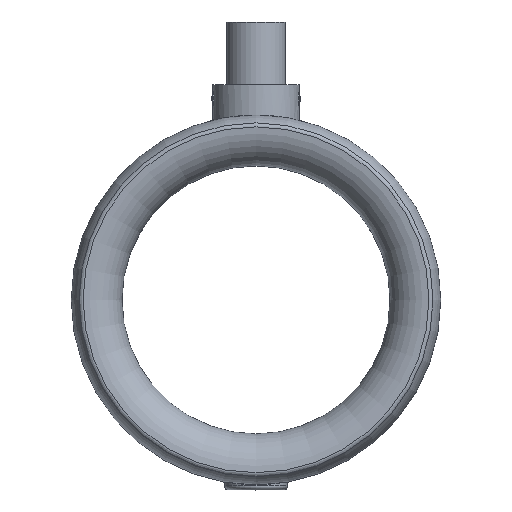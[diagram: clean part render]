
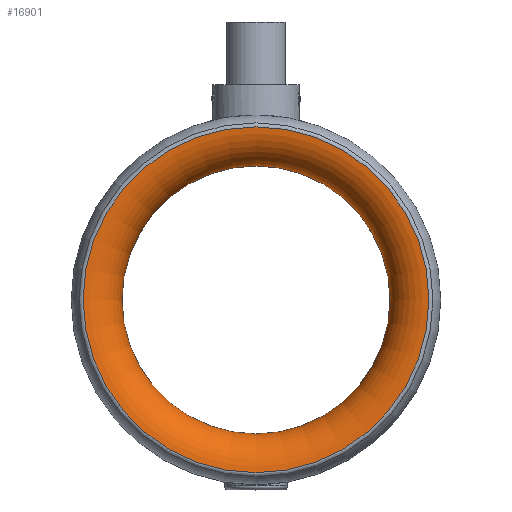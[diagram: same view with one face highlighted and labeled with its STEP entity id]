
A CAD part, top view. The second image highlights one B-rep face of the part: STEP entity #16901.
In plain terms, the highlighted toroidal (fillet/blend) face has major radius 220.5 mm and minor radius 50 mm.
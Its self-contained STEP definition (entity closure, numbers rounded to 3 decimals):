
#4749 = EDGE_CURVE ( 'NONE', #7751, #7751, #13082, .T. ) ;
#5468 = CARTESIAN_POINT ( 'NONE',  ( 0., 0., 76.003 ) ) ;
#6675 = DIRECTION ( 'NONE',  ( 0., 0., 1. ) ) ;
#6705 = DIRECTION ( 'NONE',  ( 1., 0., 0. ) ) ;
#7303 = AXIS2_PLACEMENT_3D ( 'NONE', #19386, #6675, #23852 ) ;
#7751 = VERTEX_POINT ( 'NONE', #17818 ) ;
#8748 = EDGE_LOOP ( 'NONE', ( #15529 ) ) ;
#9055 = VERTEX_POINT ( 'NONE', #18964 ) ;
#10553 = CIRCLE ( 'NONE', #16900, 170.5 ) ;
#13082 = CIRCLE ( 'NONE', #7303, 219.932 ) ;
#14625 = EDGE_CURVE ( 'NONE', #9055, #9055, #10553, .T. ) ;
#15369 = DIRECTION ( 'NONE',  ( 0., 0., 1. ) ) ;
#15521 = DIRECTION ( 'NONE',  ( 1., 0., 0. ) ) ;
#15529 = ORIENTED_EDGE ( 'NONE', *, *, #14625, .F. ) ;
#16900 = AXIS2_PLACEMENT_3D ( 'NONE', #5468, #15369, #15521 ) ;
#16901 = ADVANCED_FACE ( 'NONE', ( #17403, #27051 ), #32562, .T. ) ;
#17403 = FACE_OUTER_BOUND ( 'NONE', #32248, .T. ) ;
#17818 = CARTESIAN_POINT ( 'NONE',  ( 219.932, 0., 126. ) ) ;
#18964 = CARTESIAN_POINT ( 'NONE',  ( 170.5, 0., 76.003 ) ) ;
#19386 = CARTESIAN_POINT ( 'NONE',  ( 0., 0., 126. ) ) ;
#22366 = CARTESIAN_POINT ( 'NONE',  ( 0., 0., 76.003 ) ) ;
#23852 = DIRECTION ( 'NONE',  ( 1., 0., 0. ) ) ;
#26882 = DIRECTION ( 'NONE',  ( 0., 0., 1. ) ) ;
#27051 = FACE_OUTER_BOUND ( 'NONE', #8748, .T. ) ;
#27928 = ORIENTED_EDGE ( 'NONE', *, *, #4749, .T. ) ;
#28343 = AXIS2_PLACEMENT_3D ( 'NONE', #22366, #26882, #6705 ) ;
#32248 = EDGE_LOOP ( 'NONE', ( #27928 ) ) ;
#32562 = TOROIDAL_SURFACE ( 'NONE', #28343, 220.5, 50. ) ;
